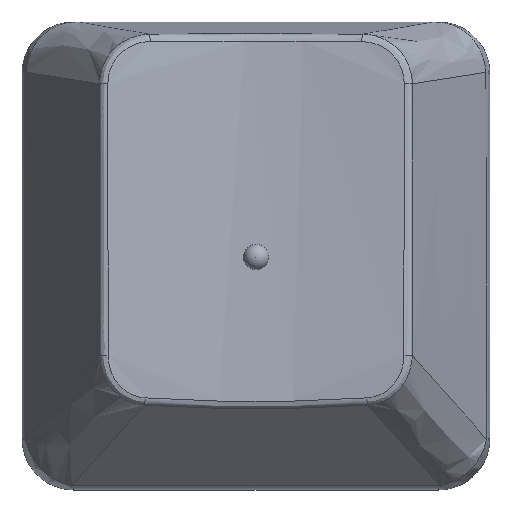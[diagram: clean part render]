
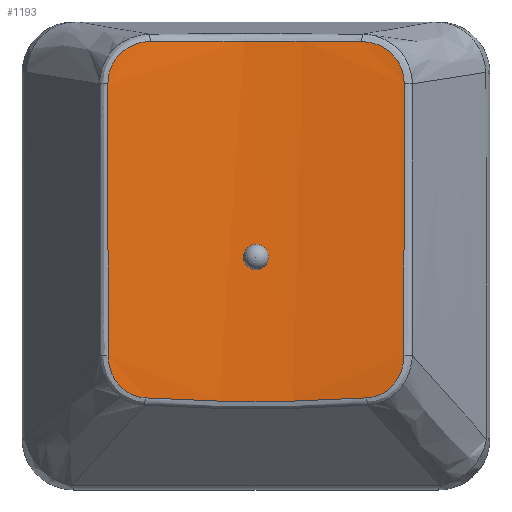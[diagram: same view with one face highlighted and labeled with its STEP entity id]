
A CAD part, top view. The second image highlights one B-rep face of the part: STEP entity #1193.
In plain terms, the highlighted free-form (B-spline) face has degree [1, 2] with [2, 3] control points.
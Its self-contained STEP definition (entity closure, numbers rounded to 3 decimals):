
#19=(
BOUNDED_SURFACE()
B_SPLINE_SURFACE(1,2,((#2403,#2404,#2405),(#2406,#2407,#2408)),
 .UNSPECIFIED.,.F.,.F.,.F.)
B_SPLINE_SURFACE_WITH_KNOTS((2,2),(3,3),(-0.292,0.132),
(-1.745,-1.396),.UNSPECIFIED.)
GEOMETRIC_REPRESENTATION_ITEM()
RATIONAL_B_SPLINE_SURFACE(((1.,0.985,1.),(1.,0.985,
1.)))
REPRESENTATION_ITEM('')
SURFACE()
);
#208=FACE_OUTER_BOUND('',#283,.T.);
#283=EDGE_LOOP('',(#890,#891,#892,#893,#894,#895,#896,#897));
#362=B_SPLINE_CURVE_WITH_KNOTS('',3,(#2154,#2155,#2156,#2157),
 .UNSPECIFIED.,.F.,.F.,(4,4),(-1.056,0.),.UNSPECIFIED.);
#363=B_SPLINE_CURVE_WITH_KNOTS('',3,(#2191,#2192,#2193,#2194,#2195,#2196),
 .UNSPECIFIED.,.F.,.F.,(4,1,1,4),(0.,0.112,0.186,
0.261),.UNSPECIFIED.);
#364=B_SPLINE_CURVE_WITH_KNOTS('',3,(#2219,#2220,#2221,#2222),
 .UNSPECIFIED.,.F.,.F.,(4,4),(0.,0.831),.UNSPECIFIED.);
#365=B_SPLINE_CURVE_WITH_KNOTS('',3,(#2255,#2256,#2257,#2258,#2259,#2260),
 .UNSPECIFIED.,.F.,.F.,(4,1,1,4),(0.,0.075,0.149,
0.261),.UNSPECIFIED.);
#366=B_SPLINE_CURVE_WITH_KNOTS('',3,(#2284,#2285,#2286,#2287),
 .UNSPECIFIED.,.F.,.F.,(4,4),(-1.056,0.),
 .UNSPECIFIED.);
#369=B_SPLINE_CURVE_WITH_KNOTS('',3,(#2325,#2326,#2327,#2328,#2329),
 .UNSPECIFIED.,.F.,.F.,(4,1,4),(0.,0.105,0.244),
 .UNSPECIFIED.);
#371=B_SPLINE_CURVE_WITH_KNOTS('',3,(#2357,#2358,#2359,#2360),
 .UNSPECIFIED.,.F.,.F.,(4,4),(0.,0.871),.UNSPECIFIED.);
#373=B_SPLINE_CURVE_WITH_KNOTS('',3,(#2397,#2398,#2399,#2400,#2401,#2402),
 .UNSPECIFIED.,.F.,.F.,(4,1,1,4),(0.,0.105,
0.174,0.244),.UNSPECIFIED.);
#495=VERTEX_POINT('',#2151);
#496=VERTEX_POINT('',#2153);
#497=VERTEX_POINT('',#2189);
#498=VERTEX_POINT('',#2217);
#499=VERTEX_POINT('',#2253);
#501=VERTEX_POINT('',#2282);
#503=VERTEX_POINT('',#2323);
#505=VERTEX_POINT('',#2355);
#637=EDGE_CURVE('',#495,#496,#362,.T.);
#640=EDGE_CURVE('',#497,#495,#363,.T.);
#642=EDGE_CURVE('',#498,#497,#364,.T.);
#644=EDGE_CURVE('',#499,#498,#365,.T.);
#646=EDGE_CURVE('',#501,#499,#366,.T.);
#650=EDGE_CURVE('',#503,#501,#369,.T.);
#653=EDGE_CURVE('',#505,#503,#371,.T.);
#655=EDGE_CURVE('',#496,#505,#373,.T.);
#890=ORIENTED_EDGE('',*,*,#637,.F.);
#891=ORIENTED_EDGE('',*,*,#640,.F.);
#892=ORIENTED_EDGE('',*,*,#642,.F.);
#893=ORIENTED_EDGE('',*,*,#644,.F.);
#894=ORIENTED_EDGE('',*,*,#646,.F.);
#895=ORIENTED_EDGE('',*,*,#650,.F.);
#896=ORIENTED_EDGE('',*,*,#653,.F.);
#897=ORIENTED_EDGE('',*,*,#655,.F.);
#1193=ADVANCED_FACE('',(#208),#19,.T.);
#2151=CARTESIAN_POINT('',(5.75,6.679,6.17));
#2153=CARTESIAN_POINT('',(5.74,-3.862,6.721));
#2154=CARTESIAN_POINT('Ctrl Pts',(5.75,6.679,6.17));
#2155=CARTESIAN_POINT('Ctrl Pts',(5.746,3.165,6.353));
#2156=CARTESIAN_POINT('Ctrl Pts',(5.743,-0.349,6.537));
#2157=CARTESIAN_POINT('Ctrl Pts',(5.74,-3.862,6.721));
#2189=CARTESIAN_POINT('',(4.105,8.31,5.839));
#2191=CARTESIAN_POINT('Ctrl Pts',(4.105,8.31,5.839));
#2192=CARTESIAN_POINT('Ctrl Pts',(4.472,8.306,5.885));
#2193=CARTESIAN_POINT('Ctrl Pts',(5.081,8.107,5.982));
#2194=CARTESIAN_POINT('Ctrl Pts',(5.639,7.423,6.111));
#2195=CARTESIAN_POINT('Ctrl Pts',(5.75,6.928,6.157));
#2196=CARTESIAN_POINT('Ctrl Pts',(5.75,6.679,6.17));
#2217=CARTESIAN_POINT('',(-4.105,8.31,5.839));
#2219=CARTESIAN_POINT('Ctrl Pts',(-4.105,8.31,5.839));
#2220=CARTESIAN_POINT('Ctrl Pts',(-1.382,8.34,5.5));
#2221=CARTESIAN_POINT('Ctrl Pts',(1.382,8.34,5.5));
#2222=CARTESIAN_POINT('Ctrl Pts',(4.105,8.31,5.839));
#2253=CARTESIAN_POINT('',(-5.75,6.679,6.17));
#2255=CARTESIAN_POINT('Ctrl Pts',(-5.75,6.679,6.17));
#2256=CARTESIAN_POINT('Ctrl Pts',(-5.75,6.928,6.157));
#2257=CARTESIAN_POINT('Ctrl Pts',(-5.639,7.423,6.111));
#2258=CARTESIAN_POINT('Ctrl Pts',(-5.081,8.107,5.982));
#2259=CARTESIAN_POINT('Ctrl Pts',(-4.472,8.306,5.885));
#2260=CARTESIAN_POINT('Ctrl Pts',(-4.105,8.31,5.839));
#2282=CARTESIAN_POINT('',(-5.74,-3.862,6.721));
#2284=CARTESIAN_POINT('Ctrl Pts',(-5.74,-3.862,6.721));
#2285=CARTESIAN_POINT('Ctrl Pts',(-5.743,-0.349,
6.537));
#2286=CARTESIAN_POINT('Ctrl Pts',(-5.746,3.165,6.353));
#2287=CARTESIAN_POINT('Ctrl Pts',(-5.75,6.679,6.17));
#2323=CARTESIAN_POINT('',(-4.3,-5.518,6.588));
#2325=CARTESIAN_POINT('Ctrl Pts',(-4.3,-5.518,6.588));
#2326=CARTESIAN_POINT('Ctrl Pts',(-4.642,-5.496,6.632));
#2327=CARTESIAN_POINT('Ctrl Pts',(-5.427,-5.156,6.731));
#2328=CARTESIAN_POINT('Ctrl Pts',(-5.74,-4.327,6.745));
#2329=CARTESIAN_POINT('Ctrl Pts',(-5.74,-3.862,6.721));
#2355=CARTESIAN_POINT('',(4.3,-5.518,6.588));
#2357=CARTESIAN_POINT('Ctrl Pts',(4.3,-5.518,6.588));
#2358=CARTESIAN_POINT('Ctrl Pts',(1.452,-5.703,6.229));
#2359=CARTESIAN_POINT('Ctrl Pts',(-1.452,-5.703,6.229));
#2360=CARTESIAN_POINT('Ctrl Pts',(-4.3,-5.518,6.588));
#2397=CARTESIAN_POINT('Ctrl Pts',(5.74,-3.862,6.721));
#2398=CARTESIAN_POINT('Ctrl Pts',(5.74,-4.211,6.739));
#2399=CARTESIAN_POINT('Ctrl Pts',(5.58,-4.798,6.741));
#2400=CARTESIAN_POINT('Ctrl Pts',(4.979,-5.371,6.674));
#2401=CARTESIAN_POINT('Ctrl Pts',(4.528,-5.503,6.617));
#2402=CARTESIAN_POINT('Ctrl Pts',(4.3,-5.518,6.588));
#2403=CARTESIAN_POINT('Ctrl Pts',(5.75,-5.641,6.815));
#2404=CARTESIAN_POINT('Ctrl Pts',(0.,-5.693,
5.814));
#2405=CARTESIAN_POINT('Ctrl Pts',(-5.75,-5.641,6.815));
#2406=CARTESIAN_POINT('Ctrl Pts',(5.75,8.371,6.081));
#2407=CARTESIAN_POINT('Ctrl Pts',(0.,8.318,
5.079));
#2408=CARTESIAN_POINT('Ctrl Pts',(-5.75,8.371,6.081));
